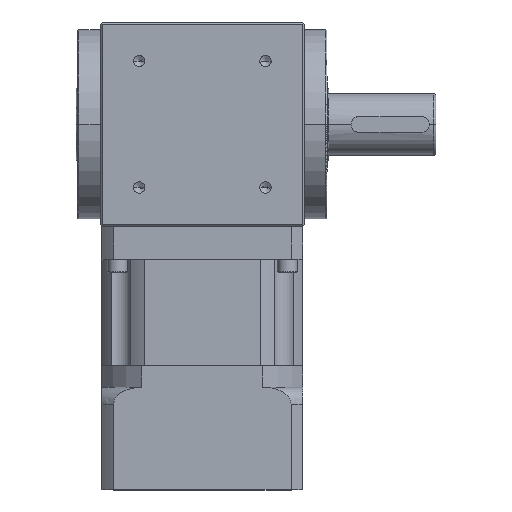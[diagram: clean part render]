
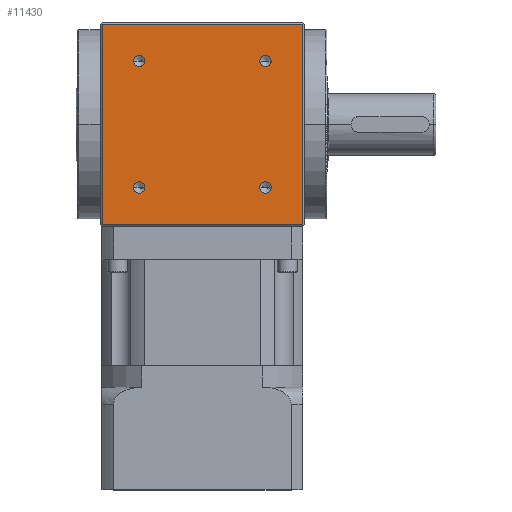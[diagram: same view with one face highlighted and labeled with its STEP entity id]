
A CAD part, top view. The second image highlights one B-rep face of the part: STEP entity #11430.
In plain terms, the highlighted planar face has unit normal (0, 0, 1).
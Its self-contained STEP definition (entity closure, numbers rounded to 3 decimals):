
#61 = VERTEX_POINT ( 'NONE', #1081 ) ;
#225 = DIRECTION ( 'NONE',  ( 1., 0., 0. ) ) ;
#389 = VECTOR ( 'NONE', #857, 1000. ) ;
#514 = EDGE_LOOP ( 'NONE', ( #23215, #4822 ) ) ;
#718 = CARTESIAN_POINT ( 'NONE',  ( -56.569, -56.569, 91.5 ) ) ;
#857 = DIRECTION ( 'NONE',  ( 0., -1., 0. ) ) ;
#1054 = FACE_BOUND ( 'NONE', #9139, .T. ) ;
#1081 = CARTESIAN_POINT ( 'NONE',  ( -51.469, -56.569, 91.5 ) ) ;
#1195 = DIRECTION ( 'NONE',  ( 0., 0., 1. ) ) ;
#1490 = VERTEX_POINT ( 'NONE', #24644 ) ;
#1659 = FACE_BOUND ( 'NONE', #514, .T. ) ;
#1702 = EDGE_CURVE ( 'NONE', #6391, #20124, #13996, .T. ) ;
#2047 = VERTEX_POINT ( 'NONE', #14336 ) ;
#2123 = EDGE_CURVE ( 'NONE', #24233, #9309, #3624, .T. ) ;
#2297 = LINE ( 'NONE', #20155, #17195 ) ;
#2448 = ORIENTED_EDGE ( 'NONE', *, *, #1702, .T. ) ;
#2510 = CIRCLE ( 'NONE', #12215, 5.1 ) ;
#2707 = DIRECTION ( 'NONE',  ( 1., 0., 0. ) ) ;
#2839 = EDGE_CURVE ( 'NONE', #22837, #61, #6321, .T. ) ;
#2910 = CARTESIAN_POINT ( 'NONE',  ( 51.469, 56.569, 91.5 ) ) ;
#2937 = CARTESIAN_POINT ( 'NONE',  ( 0., 0., 91.5 ) ) ;
#3415 = CIRCLE ( 'NONE', #6482, 5.1 ) ;
#3624 = CIRCLE ( 'NONE', #24695, 5.1 ) ;
#3957 = DIRECTION ( 'NONE',  ( 1., 0., 0. ) ) ;
#4230 = DIRECTION ( 'NONE',  ( 0., 0., 1. ) ) ;
#4326 = CARTESIAN_POINT ( 'NONE',  ( 56.569, 56.569, 91.5 ) ) ;
#4602 = EDGE_CURVE ( 'NONE', #10281, #9464, #8407, .T. ) ;
#4822 = ORIENTED_EDGE ( 'NONE', *, *, #19441, .F. ) ;
#4894 = DIRECTION ( 'NONE',  ( 1., 0., 0. ) ) ;
#5329 = CARTESIAN_POINT ( 'NONE',  ( 0., 89.5, 91.5 ) ) ;
#5746 = AXIS2_PLACEMENT_3D ( 'NONE', #22470, #10812, #24438 ) ;
#6202 = AXIS2_PLACEMENT_3D ( 'NONE', #2937, #16543, #4894 ) ;
#6206 = LINE ( 'NONE', #22241, #389 ) ;
#6221 = EDGE_CURVE ( 'NONE', #9464, #10281, #11974, .T. ) ;
#6276 = FACE_BOUND ( 'NONE', #18307, .T. ) ;
#6298 = ORIENTED_EDGE ( 'NONE', *, *, #11389, .T. ) ;
#6321 = CIRCLE ( 'NONE', #12327, 5.1 ) ;
#6353 = ORIENTED_EDGE ( 'NONE', *, *, #7086, .F. ) ;
#6391 = VERTEX_POINT ( 'NONE', #11123 ) ;
#6482 = AXIS2_PLACEMENT_3D ( 'NONE', #21831, #10163, #23791 ) ;
#6533 = DIRECTION ( 'NONE',  ( 0., 1., 0. ) ) ;
#7086 = EDGE_CURVE ( 'NONE', #9309, #24233, #3415, .T. ) ;
#7363 = CARTESIAN_POINT ( 'NONE',  ( 89.5, 89.5, 91.5 ) ) ;
#8178 = EDGE_LOOP ( 'NONE', ( #2448, #6298, #9011, #21173 ) ) ;
#8407 = CIRCLE ( 'NONE', #10615, 5.1 ) ;
#8944 = VECTOR ( 'NONE', #20879, 1000. ) ;
#9011 = ORIENTED_EDGE ( 'NONE', *, *, #19098, .T. ) ;
#9080 = VERTEX_POINT ( 'NONE', #7363 ) ;
#9139 = EDGE_LOOP ( 'NONE', ( #17075, #13859 ) ) ;
#9309 = VERTEX_POINT ( 'NONE', #19955 ) ;
#9464 = VERTEX_POINT ( 'NONE', #2910 ) ;
#9516 = CIRCLE ( 'NONE', #5746, 5.1 ) ;
#10163 = DIRECTION ( 'NONE',  ( 0., 0., 1. ) ) ;
#10281 = VERTEX_POINT ( 'NONE', #18169 ) ;
#10568 = PLANE ( 'NONE',  #6202 ) ;
#10615 = AXIS2_PLACEMENT_3D ( 'NONE', #4326, #4230, #3957 ) ;
#10812 = DIRECTION ( 'NONE',  ( 0., 0., 1. ) ) ;
#10817 = DIRECTION ( 'NONE',  ( 0., 0., 1. ) ) ;
#10862 = CARTESIAN_POINT ( 'NONE',  ( -61.669, -56.569, 91.5 ) ) ;
#10983 = CARTESIAN_POINT ( 'NONE',  ( 56.569, -56.569, 91.5 ) ) ;
#11123 = CARTESIAN_POINT ( 'NONE',  ( -89.5, -89.5, 91.5 ) ) ;
#11389 = EDGE_CURVE ( 'NONE', #20124, #9080, #2297, .T. ) ;
#11430 = ADVANCED_FACE ( 'NONE', ( #1659, #6276, #16608, #1054, #21141 ), #10568, .T. ) ;
#11974 = CIRCLE ( 'NONE', #24068, 5.1 ) ;
#12215 = AXIS2_PLACEMENT_3D ( 'NONE', #12882, #1195, #14809 ) ;
#12327 = AXIS2_PLACEMENT_3D ( 'NONE', #22414, #21652, #22006 ) ;
#12882 = CARTESIAN_POINT ( 'NONE',  ( -56.569, 56.569, 91.5 ) ) ;
#13144 = EDGE_CURVE ( 'NONE', #2047, #6391, #6206, .T. ) ;
#13859 = ORIENTED_EDGE ( 'NONE', *, *, #2839, .F. ) ;
#13996 = LINE ( 'NONE', #19657, #23755 ) ;
#14336 = CARTESIAN_POINT ( 'NONE',  ( -89.5, 89.5, 91.5 ) ) ;
#14346 = DIRECTION ( 'NONE',  ( 0., 0., 1. ) ) ;
#14531 = ORIENTED_EDGE ( 'NONE', *, *, #4602, .F. ) ;
#14708 = CARTESIAN_POINT ( 'NONE',  ( -51.469, 56.569, 91.5 ) ) ;
#14809 = DIRECTION ( 'NONE',  ( 1., 0., 0. ) ) ;
#16055 = ORIENTED_EDGE ( 'NONE', *, *, #6221, .F. ) ;
#16322 = EDGE_CURVE ( 'NONE', #16926, #1490, #2510, .T. ) ;
#16543 = DIRECTION ( 'NONE',  ( 0., 0., 1. ) ) ;
#16608 = FACE_BOUND ( 'NONE', #21907, .T. ) ;
#16926 = VERTEX_POINT ( 'NONE', #14708 ) ;
#17075 = ORIENTED_EDGE ( 'NONE', *, *, #25014, .F. ) ;
#17195 = VECTOR ( 'NONE', #6533, 1000. ) ;
#18169 = CARTESIAN_POINT ( 'NONE',  ( 61.669, 56.569, 91.5 ) ) ;
#18307 = EDGE_LOOP ( 'NONE', ( #14531, #16055 ) ) ;
#19098 = EDGE_CURVE ( 'NONE', #9080, #2047, #19937, .T. ) ;
#19441 = EDGE_CURVE ( 'NONE', #1490, #16926, #9516, .T. ) ;
#19539 = AXIS2_PLACEMENT_3D ( 'NONE', #718, #14346, #2707 ) ;
#19657 = CARTESIAN_POINT ( 'NONE',  ( 0., -89.5, 91.5 ) ) ;
#19937 = LINE ( 'NONE', #5329, #8944 ) ;
#19955 = CARTESIAN_POINT ( 'NONE',  ( 61.669, -56.569, 91.5 ) ) ;
#20124 = VERTEX_POINT ( 'NONE', #21060 ) ;
#20155 = CARTESIAN_POINT ( 'NONE',  ( 89.5, 0., 91.5 ) ) ;
#20879 = DIRECTION ( 'NONE',  ( -1., 0., 0. ) ) ;
#21060 = CARTESIAN_POINT ( 'NONE',  ( 89.5, -89.5, 91.5 ) ) ;
#21089 = CARTESIAN_POINT ( 'NONE',  ( 51.469, -56.569, 91.5 ) ) ;
#21141 = FACE_OUTER_BOUND ( 'NONE', #8178, .T. ) ;
#21173 = ORIENTED_EDGE ( 'NONE', *, *, #13144, .T. ) ;
#21263 = CIRCLE ( 'NONE', #19539, 5.1 ) ;
#21652 = DIRECTION ( 'NONE',  ( 0., 0., 1. ) ) ;
#21831 = CARTESIAN_POINT ( 'NONE',  ( 56.569, -56.569, 91.5 ) ) ;
#21907 = EDGE_LOOP ( 'NONE', ( #6353, #22433 ) ) ;
#22006 = DIRECTION ( 'NONE',  ( 1., 0., 0. ) ) ;
#22130 = DIRECTION ( 'NONE',  ( 1., 0., 0. ) ) ;
#22241 = CARTESIAN_POINT ( 'NONE',  ( -89.5, 0., 91.5 ) ) ;
#22414 = CARTESIAN_POINT ( 'NONE',  ( -56.569, -56.569, 91.5 ) ) ;
#22433 = ORIENTED_EDGE ( 'NONE', *, *, #2123, .F. ) ;
#22470 = CARTESIAN_POINT ( 'NONE',  ( -56.569, 56.569, 91.5 ) ) ;
#22472 = CARTESIAN_POINT ( 'NONE',  ( 56.569, 56.569, 91.5 ) ) ;
#22837 = VERTEX_POINT ( 'NONE', #10862 ) ;
#23215 = ORIENTED_EDGE ( 'NONE', *, *, #16322, .F. ) ;
#23755 = VECTOR ( 'NONE', #225, 1000. ) ;
#23791 = DIRECTION ( 'NONE',  ( 1., 0., 0. ) ) ;
#23917 = DIRECTION ( 'NONE',  ( 0., 0., 1. ) ) ;
#24068 = AXIS2_PLACEMENT_3D ( 'NONE', #22472, #10817, #24439 ) ;
#24233 = VERTEX_POINT ( 'NONE', #21089 ) ;
#24438 = DIRECTION ( 'NONE',  ( 1., 0., 0. ) ) ;
#24439 = DIRECTION ( 'NONE',  ( 1., 0., 0. ) ) ;
#24644 = CARTESIAN_POINT ( 'NONE',  ( -61.669, 56.569, 91.5 ) ) ;
#24695 = AXIS2_PLACEMENT_3D ( 'NONE', #10983, #23917, #22130 ) ;
#25014 = EDGE_CURVE ( 'NONE', #61, #22837, #21263, .T. ) ;
